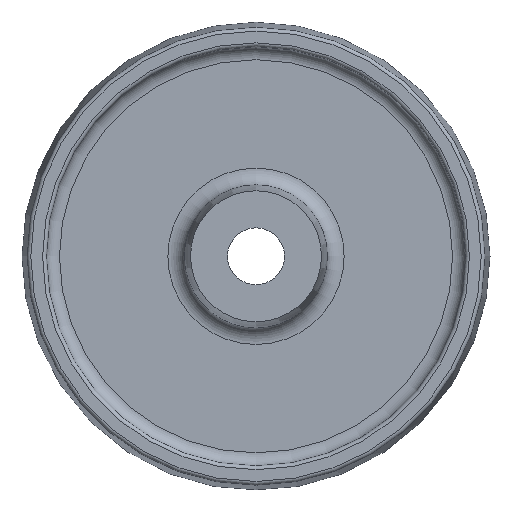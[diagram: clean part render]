
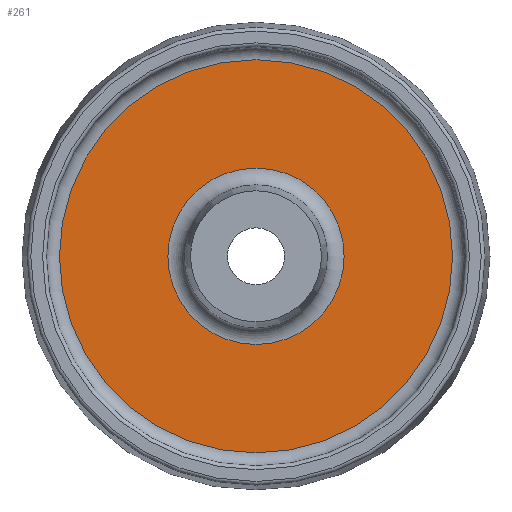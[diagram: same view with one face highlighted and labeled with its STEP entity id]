
A CAD part, front view. The second image highlights one B-rep face of the part: STEP entity #261.
In plain terms, the highlighted planar face has unit normal (0, -1, 0).
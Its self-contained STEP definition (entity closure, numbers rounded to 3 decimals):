
#38=FACE_BOUND('',#80,.T.);
#44=PLANE('',#309);
#56=FACE_OUTER_BOUND('',#79,.T.);
#79=EDGE_LOOP('',(#206));
#80=EDGE_LOOP('',(#207));
#105=CIRCLE('',#308,23.551);
#106=CIRCLE('',#310,52.5);
#131=VERTEX_POINT('',#477);
#132=VERTEX_POINT('',#481);
#157=EDGE_CURVE('',#131,#131,#105,.T.);
#158=EDGE_CURVE('',#132,#132,#106,.T.);
#206=ORIENTED_EDGE('',*,*,#158,.F.);
#207=ORIENTED_EDGE('',*,*,#157,.T.);
#261=ADVANCED_FACE('',(#56,#38),#44,.T.);
#308=AXIS2_PLACEMENT_3D('',#479,#385,#386);
#309=AXIS2_PLACEMENT_3D('',#480,#387,#388);
#310=AXIS2_PLACEMENT_3D('',#482,#389,#390);
#385=DIRECTION('center_axis',(0.,1.,0.));
#386=DIRECTION('ref_axis',(1.,0.,0.));
#387=DIRECTION('center_axis',(0.,-1.,0.));
#388=DIRECTION('ref_axis',(0.,0.,-1.));
#389=DIRECTION('center_axis',(0.,1.,0.));
#390=DIRECTION('ref_axis',(1.,0.,0.));
#477=CARTESIAN_POINT('',(0.,-3.,-23.551));
#479=CARTESIAN_POINT('Origin',(0.,-3.,0.));
#480=CARTESIAN_POINT('Origin',(0.,-3.,52.5));
#481=CARTESIAN_POINT('',(0.,-3.,-52.5));
#482=CARTESIAN_POINT('Origin',(0.,-3.,0.));
